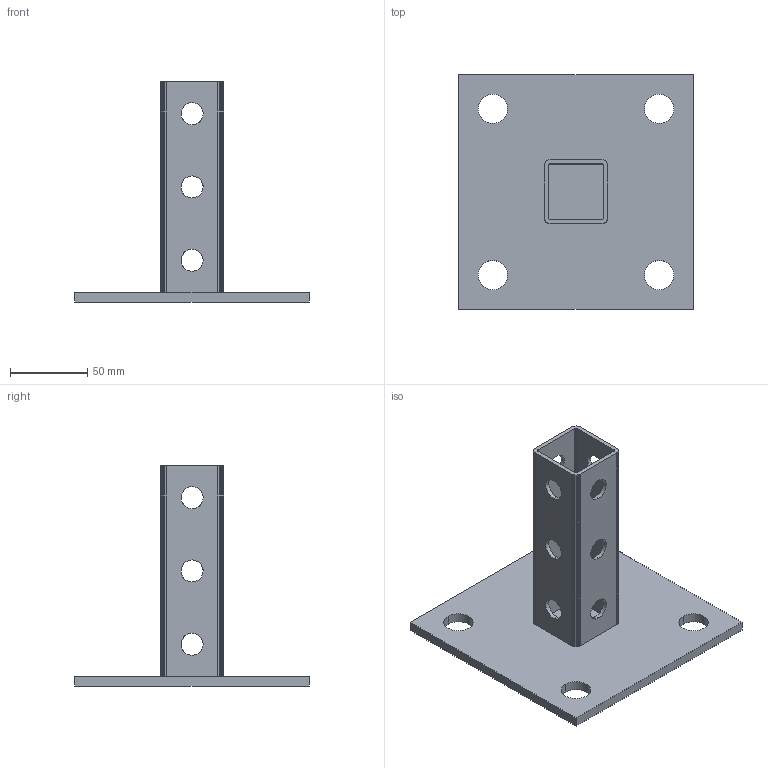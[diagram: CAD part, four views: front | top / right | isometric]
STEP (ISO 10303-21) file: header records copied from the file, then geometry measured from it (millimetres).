
FILE_DESCRIPTION(('TurboCAD Mac Pro'),'Build 980');
FILE_NAME('P9011.stp',' ',(''),(''),'ACIS Interop','IMSI','TurboCAD Mac Pro BY IMSI, INCORPORATED');
FILE_SCHEMA(('automotive_design'));
Length unit declared in the file: inch
Products named in the file (1): 1
Bounding box: 152.4 x 152.4 x 142.88 mm (x, y, z)
Volume: 189822.1 mm3; surface area: 88170.7 mm2
Topology: 1 solids, 1 shells, 145 faces, 423 edges, 282 vertices
Faces by surface type: plane 81, bspline 64
Entity records: 7097 total; most frequent: CARTESIAN_POINT 2451, ORIENTED_EDGE 846, DIRECTION 459, EDGE_CURVE 423, LINE 295, VECTOR 295, VERTEX_POINT 282, EDGE_LOOP 179
